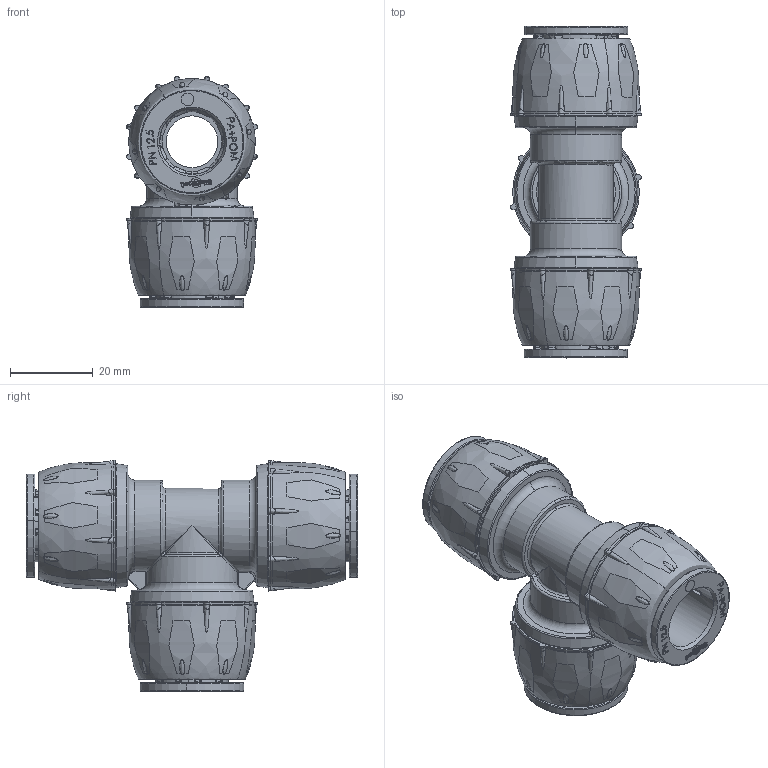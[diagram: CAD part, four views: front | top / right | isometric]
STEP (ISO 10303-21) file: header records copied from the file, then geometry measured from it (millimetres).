
FILE_DESCRIPTION (( 'STEP AP214' ), '1' );
FILE_NAME ('R214.015.000.STEP', '2019-10-24T13:25:10', ( '' ), ( '' ), 'SwSTEP 2.0', 'SolidWorks 2018', '' );
FILE_SCHEMA (( 'AUTOMOTIVE_DESIGN' ));
Length unit declared in the file: millimetre
Products named in the file (7): R214.015.000; OR_14.5x3; R216.015.000; R209.015.003; R209.015.002; R209.015.001; R214.015.000-L
Assembly tree (16 placements, depth 2):
  R214.015.000
    R214.015.000-L
    R209.015.001  x3
    R209.015.002  x3
    R209.015.003  x3
    R216.015.000  x3
    OR_14.5x3  x3
Bounding box: 31.53 x 80 x 55.76 mm (x, y, z)
Volume: 34989.2 mm3; surface area: 38574.7 mm2
Topology: 16 solids, 16 shells, 2861 faces, 7715 edges, 4953 vertices
Faces by surface type: bspline 1131, plane 790, cylinder 460, torus 273, cone 177, sphere 30
Entity records: 57759 total; most frequent: CARTESIAN_POINT 34704, ORIENTED_EDGE 5586, DIRECTION 3461, EDGE_CURVE 2793, VERTEX_POINT 1795, AXIS2_PLACEMENT_3D 1314, B_SPLINE_CURVE_WITH_KNOTS 1275, EDGE_LOOP 1142
